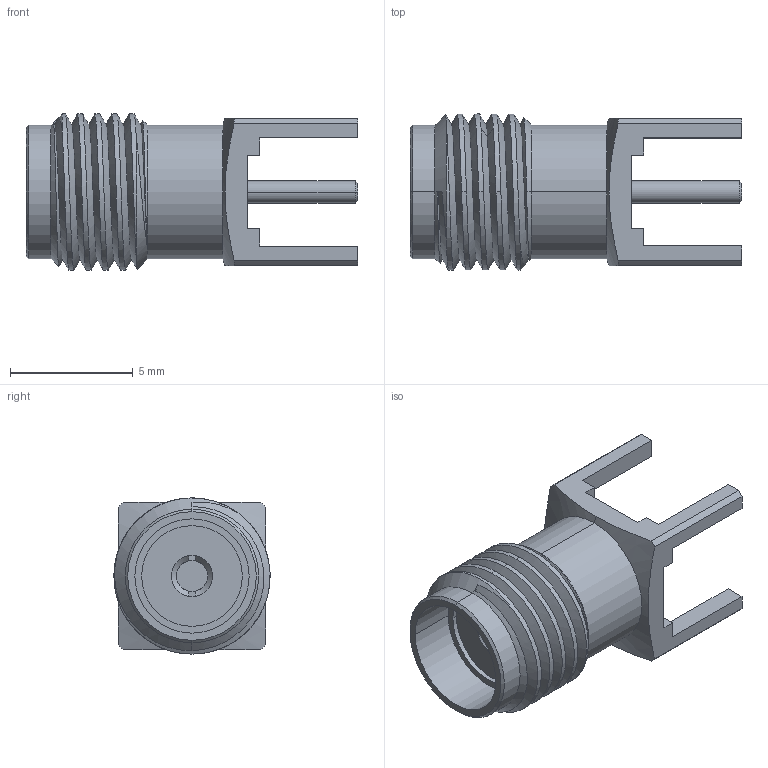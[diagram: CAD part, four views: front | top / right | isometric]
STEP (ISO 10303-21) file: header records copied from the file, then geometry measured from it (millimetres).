
FILE_DESCRIPTION((''),'2;1');
FILE_NAME('PRT0001','2021-08-15T',('1111'),(''),'PRO/ENGINEER BY PARAMETRIC TECHNOLOGY CORPORATION, 2012090','PRO/ENGINEER BY PARAMETRIC TECHNOLOGY CORPORATION, 2012090','');
FILE_SCHEMA(('CONFIG_CONTROL_DESIGN'));
Length unit declared in the file: millimetre
Products named in the file (1): PRT0001
Bounding box: 13.5 x 6.36 x 6.36 mm (x, y, z)
Volume: 215.4 mm3; surface area: 408 mm2
Topology: 1 solids, 1 shells, 90 faces, 233 edges, 150 vertices
Faces by surface type: plane 42, cylinder 32, cone 12, bspline 4
Entity records: 3967 total; most frequent: CARTESIAN_POINT 1759, ORIENTED_EDGE 466, DIRECTION 428, EDGE_CURVE 233, VERTEX_POINT 150, AXIS2_PLACEMENT_3D 146, VECTOR 136, LINE 136
